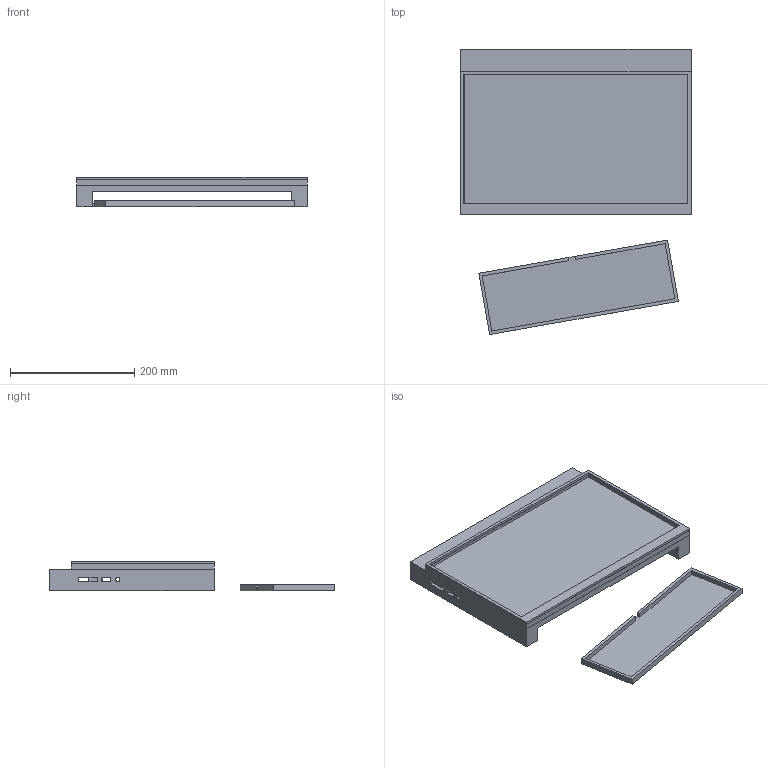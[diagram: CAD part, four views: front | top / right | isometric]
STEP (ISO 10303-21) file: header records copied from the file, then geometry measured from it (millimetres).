
FILE_DESCRIPTION(/* description */ (''),/* implementation_level */ '2;1');
FILE_NAME(/* name */ 'Calosc.step',/* time_stamp */ '2025-11-11T14:48:11+01:00',/* author */ (''),/* organization */ (''),/* preprocessor_version */ 'ST-DEVELOPER v20.1',/* originating_system */ 'Autodesk Translation Framework v14.17.0.0',/* authorisation */ '');
FILE_SCHEMA (('AUTOMOTIVE_DESIGN { 1 0 10303 214 3 1 1 }'));
Length unit declared in the file: millimetre
Products named in the file (5): 2025-11-11-14-30-01-137; 2025-11-11-11-04-48-412; 2025-11-11-11-56-58-559; 2025-11-11-11-18-34-591; 2025-11-11-11-26-44-034
Assembly tree (4 placements, depth 2):
  2025-11-11-14-30-01-137
    2025-11-11-11-04-48-412
    2025-11-11-11-56-58-559
    2025-11-11-11-18-34-591
    2025-11-11-11-26-44-034
Bounding box: 370.21 x 458.21 x 48 mm (x, y, z)
Volume: 1010725.5 mm3; surface area: 472971.1 mm2
Topology: 4 solids, 4 shells, 74 faces, 205 edges, 136 vertices
Faces by surface type: plane 73, cylinder 1
Full cylindrical faces by diameter (mm): 6.5 x1
Entity records: 2500 total; most frequent: CARTESIAN_POINT 424, ORIENTED_EDGE 410, DIRECTION 373, EDGE_CURVE 205, LINE 203, VECTOR 203, VERTEX_POINT 136, EDGE_LOOP 89
